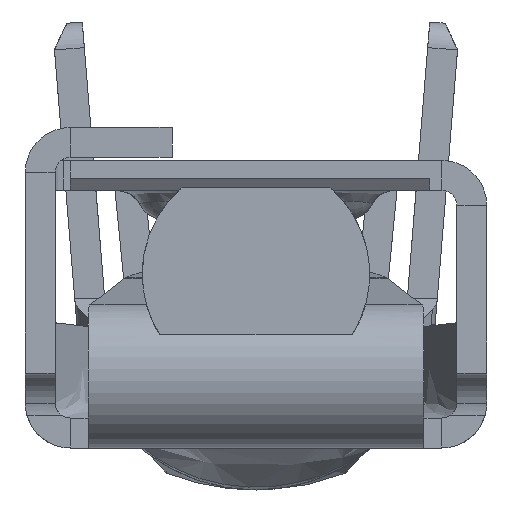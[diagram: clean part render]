
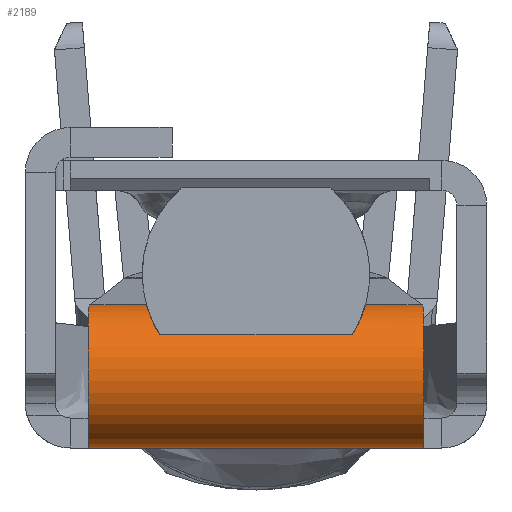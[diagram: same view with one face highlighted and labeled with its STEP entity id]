
A CAD part, left-side view. The second image highlights one B-rep face of the part: STEP entity #2189.
In plain terms, the highlighted cylindrical face has radius 1.2 mm (diameter 2.4 mm), a partial arc.
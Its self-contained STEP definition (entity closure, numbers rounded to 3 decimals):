
#1839=CARTESIAN_POINT('',(-8.55,-2.8,-0.5));
#1840=VERTEX_POINT('',#1839);
#1870=CARTESIAN_POINT('',(-8.55,2.8,-0.5));
#1871=VERTEX_POINT('',#1870);
#2098=CARTESIAN_POINT('',(-8.55,2.8,0.7));
#2099=DIRECTION('',(0.,0.,-1.));
#2100=DIRECTION('',(0.,-1.,0.));
#2101=AXIS2_PLACEMENT_3D('',#2098,#2100,#2099);
#2102=CYLINDRICAL_SURFACE('',#2101,1.2);
#2103=CARTESIAN_POINT('',(-8.906,-2.8,1.846));
#2104=VERTEX_POINT('',#2103);
#2105=CARTESIAN_POINT('',(-8.55,-2.8,0.7));
#2106=DIRECTION('',(0.,0.,-1.));
#2107=DIRECTION('',(0.,1.,0.));
#2108=AXIS2_PLACEMENT_3D('',#2105,#2107,#2106);
#2109=CIRCLE('',#2108,1.2);
#2110=EDGE_CURVE('',#1840,#2104,#2109,.T.);
#2111=ORIENTED_EDGE('',*,*,#2110,.T.);
#2112=CARTESIAN_POINT('',(-8.724,-2.773,1.887));
#2113=VERTEX_POINT('',#2112);
#2114=CARTESIAN_POINT('',(-8.906,-2.8,1.846));
#2115=CARTESIAN_POINT('',(-8.846,-2.791,1.864));
#2116=CARTESIAN_POINT('',(-8.786,-2.782,1.878));
#2117=CARTESIAN_POINT('',(-8.724,-2.773,1.887));
#2118=B_SPLINE_CURVE_WITH_KNOTS('',3,(#2114,#2115,#2116,#2117),.UNSPECIFIED.,.F.,.U.,(4,4),(0.,1.),.UNSPECIFIED.);
#2119=EDGE_CURVE('',#2104,#2113,#2118,.T.);
#2120=ORIENTED_EDGE('',*,*,#2119,.T.);
#2121=CARTESIAN_POINT('',(-8.724,-1.827,1.887));
#2122=VERTEX_POINT('',#2121);
#2123=CARTESIAN_POINT('',(-8.724,-2.773,1.887));
#2124=DIRECTION('',(0.,1.,0.));
#2125=VECTOR('',#2124,0.947);
#2126=LINE('',#2123,#2125);
#2127=EDGE_CURVE('',#2113,#2122,#2126,.T.);
#2128=ORIENTED_EDGE('',*,*,#2127,.T.);
#2129=CARTESIAN_POINT('',(-9.53,-1.607,1.393));
#2130=VERTEX_POINT('',#2129);
#2131=CARTESIAN_POINT('',(-9.53,-1.607,1.393));
#2132=CARTESIAN_POINT('',(-9.454,-1.675,1.501));
#2133=CARTESIAN_POINT('',(-9.242,-1.762,1.691));
#2134=CARTESIAN_POINT('',(-8.931,-1.819,1.857));
#2135=CARTESIAN_POINT('',(-8.724,-1.827,1.887));
#2136=B_SPLINE_CURVE_WITH_KNOTS('',2,(#2131,#2132,#2133,#2134,#2135),.UNSPECIFIED.,.F.,.U.,(3,1,1,3),(0.,0.295,0.589,1.),.UNSPECIFIED.);
#2137=EDGE_CURVE('',#2130,#2122,#2136,.T.);
#2138=ORIENTED_EDGE('',*,*,#2137,.F.);
#2139=CARTESIAN_POINT('',(-9.53,1.607,1.393));
#2140=VERTEX_POINT('',#2139);
#2141=CARTESIAN_POINT('',(-9.53,1.607,1.393));
#2142=DIRECTION('',(0.,-1.,0.));
#2143=VECTOR('',#2142,3.214);
#2144=LINE('',#2141,#2143);
#2145=EDGE_CURVE('',#2140,#2130,#2144,.T.);
#2146=ORIENTED_EDGE('',*,*,#2145,.F.);
#2147=CARTESIAN_POINT('',(-8.724,1.827,1.887));
#2148=VERTEX_POINT('',#2147);
#2149=CARTESIAN_POINT('',(-8.724,1.827,1.887));
#2150=CARTESIAN_POINT('',(-8.931,1.819,1.857));
#2151=CARTESIAN_POINT('',(-9.242,1.762,1.691));
#2152=CARTESIAN_POINT('',(-9.454,1.675,1.501));
#2153=CARTESIAN_POINT('',(-9.53,1.607,1.393));
#2154=B_SPLINE_CURVE_WITH_KNOTS('',2,(#2149,#2150,#2151,#2152,#2153),.UNSPECIFIED.,.F.,.U.,(3,1,1,3),(0.,0.411,0.705,1.),.UNSPECIFIED.);
#2155=EDGE_CURVE('',#2148,#2140,#2154,.T.);
#2156=ORIENTED_EDGE('',*,*,#2155,.F.);
#2157=CARTESIAN_POINT('',(-8.724,2.773,1.887));
#2158=VERTEX_POINT('',#2157);
#2159=CARTESIAN_POINT('',(-8.724,1.827,1.887));
#2160=DIRECTION('',(0.,1.,0.));
#2161=VECTOR('',#2160,0.947);
#2162=LINE('',#2159,#2161);
#2163=EDGE_CURVE('',#2148,#2158,#2162,.T.);
#2164=ORIENTED_EDGE('',*,*,#2163,.T.);
#2165=CARTESIAN_POINT('',(-8.906,2.8,1.846));
#2166=VERTEX_POINT('',#2165);
#2167=CARTESIAN_POINT('',(-8.724,2.773,1.887));
#2168=CARTESIAN_POINT('',(-8.786,2.782,1.878));
#2169=CARTESIAN_POINT('',(-8.846,2.791,1.864));
#2170=CARTESIAN_POINT('',(-8.906,2.8,1.846));
#2171=B_SPLINE_CURVE_WITH_KNOTS('',3,(#2167,#2168,#2169,#2170),.UNSPECIFIED.,.F.,.U.,(4,4),(0.,1.),.UNSPECIFIED.);
#2172=EDGE_CURVE('',#2158,#2166,#2171,.T.);
#2173=ORIENTED_EDGE('',*,*,#2172,.T.);
#2174=CARTESIAN_POINT('',(-8.55,2.8,0.7));
#2175=DIRECTION('',(-0.297,0.,0.955));
#2176=DIRECTION('',(0.,-1.,0.));
#2177=AXIS2_PLACEMENT_3D('',#2174,#2176,#2175);
#2178=CIRCLE('',#2177,1.2);
#2179=EDGE_CURVE('',#2166,#1871,#2178,.T.);
#2180=ORIENTED_EDGE('',*,*,#2179,.T.);
#2181=CARTESIAN_POINT('',(-8.55,2.8,-0.5));
#2182=DIRECTION('',(0.,-1.,0.));
#2183=VECTOR('',#2182,5.6);
#2184=LINE('',#2181,#2183);
#2185=EDGE_CURVE('',#1871,#1840,#2184,.T.);
#2186=ORIENTED_EDGE('',*,*,#2185,.T.);
#2187=EDGE_LOOP('',(#2111,#2120,#2128,#2138,#2146,#2156,#2164,#2173,#2180,#2186));
#2188=FACE_OUTER_BOUND('',#2187,.T.);
#2189=ADVANCED_FACE('',(#2188),#2102,.T.);
